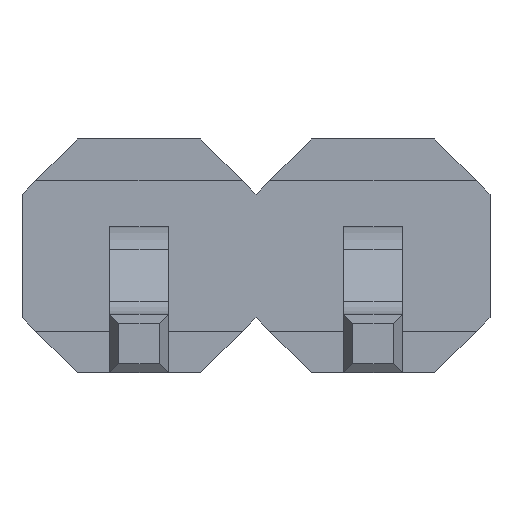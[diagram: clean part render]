
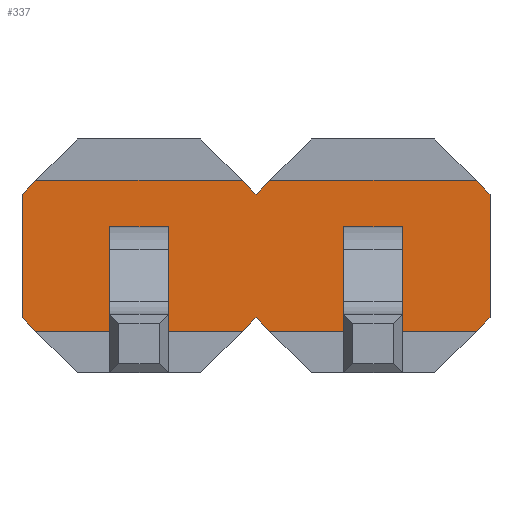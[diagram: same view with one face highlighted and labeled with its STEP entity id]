
A CAD part, front view. The second image highlights one B-rep face of the part: STEP entity #337.
In plain terms, the highlighted planar face has unit normal (0, -1, 0).
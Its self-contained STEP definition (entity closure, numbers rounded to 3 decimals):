
#337=ADVANCED_FACE('',(#1082,#1084,#1086),#1088,.F.);
#1082=FACE_BOUND('',#1083,.T.);
#1083=EDGE_LOOP('',(#1670,#1671,#1672,#1673,#1674,#1675,#1676,#1677,#1678,#1679,
#1680,#1681,#1682,#1683));
#1084=FACE_BOUND('',#1085,.T.);
#1085=EDGE_LOOP('',(#1684,#1685,#1686,#1687));
#1086=FACE_BOUND('',#1087,.T.);
#1087=EDGE_LOOP('',(#1688,#1689,#1690,#1691));
#1088=PLANE('',#1089);
#1089=AXIS2_PLACEMENT_3D('',#1090,#1091,#1092);
#1090=CARTESIAN_POINT('',(0.,3.45,0.));
#1091=DIRECTION('',(-0.,1.,0.));
#1092=DIRECTION('',(1.,0.,0.));
#1670=ORIENTED_EDGE('',*,*,#2042,.F.);
#1671=ORIENTED_EDGE('',*,*,#2068,.F.);
#1672=ORIENTED_EDGE('',*,*,#2033,.F.);
#1673=ORIENTED_EDGE('',*,*,#2026,.F.);
#1674=ORIENTED_EDGE('',*,*,#2019,.F.);
#1675=ORIENTED_EDGE('',*,*,#2069,.F.);
#1676=ORIENTED_EDGE('',*,*,#2013,.F.);
#1677=ORIENTED_EDGE('',*,*,#2009,.F.);
#1678=ORIENTED_EDGE('',*,*,#2070,.F.);
#1679=ORIENTED_EDGE('',*,*,#2003,.F.);
#1680=ORIENTED_EDGE('',*,*,#1998,.F.);
#1681=ORIENTED_EDGE('',*,*,#2049,.F.);
#1682=ORIENTED_EDGE('',*,*,#2071,.F.);
#1683=ORIENTED_EDGE('',*,*,#2043,.F.);
#1684=ORIENTED_EDGE('',*,*,#2072,.F.);
#1685=ORIENTED_EDGE('',*,*,#2073,.F.);
#1686=ORIENTED_EDGE('',*,*,#2074,.F.);
#1687=ORIENTED_EDGE('',*,*,#2075,.F.);
#1688=ORIENTED_EDGE('',*,*,#2076,.F.);
#1689=ORIENTED_EDGE('',*,*,#2077,.F.);
#1690=ORIENTED_EDGE('',*,*,#2078,.F.);
#1691=ORIENTED_EDGE('',*,*,#2079,.F.);
#1998=EDGE_CURVE('',#2267,#2269,#2270,.F.);
#2003=EDGE_CURVE('',#2269,#2277,#2278,.F.);
#2009=EDGE_CURVE('',#2287,#2288,#2289,.F.);
#2013=EDGE_CURVE('',#2288,#2294,#2295,.F.);
#2019=EDGE_CURVE('',#2304,#2305,#2306,.F.);
#2026=EDGE_CURVE('',#2305,#2316,#2317,.F.);
#2033=EDGE_CURVE('',#2316,#2326,#2327,.F.);
#2042=EDGE_CURVE('',#2340,#2336,#2342,.F.);
#2043=EDGE_CURVE('',#2336,#2343,#2344,.F.);
#2049=EDGE_CURVE('',#2353,#2267,#2354,.F.);
#2068=EDGE_CURVE('',#2326,#2340,#2382,.T.);
#2069=EDGE_CURVE('',#2294,#2304,#2383,.T.);
#2070=EDGE_CURVE('',#2277,#2287,#2384,.T.);
#2071=EDGE_CURVE('',#2343,#2353,#2385,.T.);
#2072=EDGE_CURVE('',#2386,#2387,#2388,.F.);
#2073=EDGE_CURVE('',#2389,#2386,#2390,.F.);
#2074=EDGE_CURVE('',#2391,#2389,#2392,.F.);
#2075=EDGE_CURVE('',#2387,#2391,#2393,.F.);
#2076=EDGE_CURVE('',#2394,#2395,#2396,.F.);
#2077=EDGE_CURVE('',#2397,#2394,#2398,.F.);
#2078=EDGE_CURVE('',#2399,#2397,#2400,.F.);
#2079=EDGE_CURVE('',#2395,#2399,#2401,.F.);
#2267=VERTEX_POINT('',#2735);
#2269=VERTEX_POINT('',#2739);
#2270=LINE('',#2740,#2741);
#2277=VERTEX_POINT('',#2757);
#2278=LINE('',#2758,#2759);
#2287=VERTEX_POINT('',#2779);
#2288=VERTEX_POINT('',#2780);
#2289=LINE('',#2781,#2782);
#2294=VERTEX_POINT('',#2794);
#2295=LINE('',#2795,#2796);
#2304=VERTEX_POINT('',#2816);
#2305=VERTEX_POINT('',#2817);
#2306=LINE('',#2818,#2819);
#2316=VERTEX_POINT('',#2842);
#2317=LINE('',#2843,#2844);
#2326=VERTEX_POINT('',#2866);
#2327=LINE('',#2867,#2868);
#2336=VERTEX_POINT('',#2888);
#2340=VERTEX_POINT('',#2896);
#2342=LINE('',#2900,#2901);
#2343=VERTEX_POINT('',#2903);
#2344=LINE('',#2904,#2905);
#2353=VERTEX_POINT('',#2925);
#2354=LINE('',#2926,#2927);
#2382=LINE('',#2992,#2993);
#2383=LINE('',#2995,#2996);
#2384=LINE('',#2998,#2999);
#2385=LINE('',#3001,#3002);
#2386=VERTEX_POINT('',#3004);
#2387=VERTEX_POINT('',#3005);
#2388=LINE('',#3006,#3007);
#2389=VERTEX_POINT('',#3009);
#2390=LINE('',#3010,#3011);
#2391=VERTEX_POINT('',#3013);
#2392=LINE('',#3014,#3015);
#2393=LINE('',#3017,#3018);
#2394=VERTEX_POINT('',#3020);
#2395=VERTEX_POINT('',#3021);
#2396=LINE('',#3022,#3023);
#2397=VERTEX_POINT('',#3025);
#2398=LINE('',#3026,#3027);
#2399=VERTEX_POINT('',#3029);
#2400=LINE('',#3030,#3031);
#2401=LINE('',#3033,#3034);
#2735=CARTESIAN_POINT('',(3.81,3.45,1.94));
#2739=CARTESIAN_POINT('',(3.81,3.45,0.6));
#2740=CARTESIAN_POINT('',(3.81,3.45,0.6));
#2741=VECTOR('',#2742,1.);
#2742=DIRECTION('',(0.,0.,1.));
#2757=CARTESIAN_POINT('',(3.66,3.45,0.45));
#2758=CARTESIAN_POINT('',(3.66,3.45,0.45));
#2759=VECTOR('',#2760,1.);
#2760=DIRECTION('',(0.707,0.,0.707));
#2779=CARTESIAN_POINT('',(1.42,3.45,0.45));
#2780=CARTESIAN_POINT('',(1.27,3.45,0.6));
#2781=CARTESIAN_POINT('',(1.27,3.45,0.6));
#2782=VECTOR('',#2783,1.);
#2783=DIRECTION('',(0.707,0.,-0.707));
#2794=CARTESIAN_POINT('',(1.12,3.45,0.45));
#2795=CARTESIAN_POINT('',(1.12,3.45,0.45));
#2796=VECTOR('',#2797,1.);
#2797=DIRECTION('',(0.707,0.,0.707));
#2816=CARTESIAN_POINT('',(-1.12,3.45,0.45));
#2817=CARTESIAN_POINT('',(-1.27,3.45,0.6));
#2818=CARTESIAN_POINT('',(-1.27,3.45,0.6));
#2819=VECTOR('',#2820,1.);
#2820=DIRECTION('',(0.707,0.,-0.707));
#2842=CARTESIAN_POINT('',(-1.27,3.45,1.94));
#2843=CARTESIAN_POINT('',(-1.27,3.45,1.94));
#2844=VECTOR('',#2845,1.);
#2845=DIRECTION('',(0.,0.,-1.));
#2866=CARTESIAN_POINT('',(-1.12,3.45,2.09));
#2867=CARTESIAN_POINT('',(-1.12,3.45,2.09));
#2868=VECTOR('',#2869,1.);
#2869=DIRECTION('',(-0.707,0.,-0.707));
#2888=CARTESIAN_POINT('',(1.27,3.45,1.94));
#2896=CARTESIAN_POINT('',(1.12,3.45,2.09));
#2900=CARTESIAN_POINT('',(1.27,3.45,1.94));
#2901=VECTOR('',#2902,1.);
#2902=DIRECTION('',(-0.707,0.,0.707));
#2903=CARTESIAN_POINT('',(1.42,3.45,2.09));
#2904=CARTESIAN_POINT('',(1.42,3.45,2.09));
#2905=VECTOR('',#2906,1.);
#2906=DIRECTION('',(-0.707,0.,-0.707));
#2925=CARTESIAN_POINT('',(3.66,3.45,2.09));
#2926=CARTESIAN_POINT('',(3.81,3.45,1.94));
#2927=VECTOR('',#2928,1.);
#2928=DIRECTION('',(-0.707,0.,0.707));
#2992=CARTESIAN_POINT('',(-1.12,3.45,2.09));
#2993=VECTOR('',#2994,1.);
#2994=DIRECTION('',(1.,0.,0.));
#2995=CARTESIAN_POINT('',(1.12,3.45,0.45));
#2996=VECTOR('',#2997,1.);
#2997=DIRECTION('',(-1.,0.,0.));
#2998=CARTESIAN_POINT('',(3.66,3.45,0.45));
#2999=VECTOR('',#3000,1.);
#3000=DIRECTION('',(-1.,0.,0.));
#3001=CARTESIAN_POINT('',(1.42,3.45,2.09));
#3002=VECTOR('',#3003,1.);
#3003=DIRECTION('',(1.,0.,0.));
#3004=CARTESIAN_POINT('',(-0.32,3.45,0.95));
#3005=CARTESIAN_POINT('',(0.32,3.45,0.95));
#3006=CARTESIAN_POINT('',(0.32,3.45,0.95));
#3007=VECTOR('',#3008,1.);
#3008=DIRECTION('',(-1.,0.,0.));
#3009=CARTESIAN_POINT('',(-0.32,3.45,1.59));
#3010=CARTESIAN_POINT('',(-0.32,3.45,0.95));
#3011=VECTOR('',#3012,1.);
#3012=DIRECTION('',(0.,0.,1.));
#3013=CARTESIAN_POINT('',(0.32,3.45,1.59));
#3014=CARTESIAN_POINT('',(-0.32,3.45,1.59));
#3015=VECTOR('',#3016,1.);
#3016=DIRECTION('',(1.,0.,0.));
#3017=CARTESIAN_POINT('',(0.32,3.45,1.59));
#3018=VECTOR('',#3019,1.);
#3019=DIRECTION('',(0.,0.,-1.));
#3020=CARTESIAN_POINT('',(2.22,3.45,0.95));
#3021=CARTESIAN_POINT('',(2.86,3.45,0.95));
#3022=CARTESIAN_POINT('',(2.86,3.45,0.95));
#3023=VECTOR('',#3024,1.);
#3024=DIRECTION('',(-1.,0.,0.));
#3025=CARTESIAN_POINT('',(2.22,3.45,1.59));
#3026=CARTESIAN_POINT('',(2.22,3.45,0.95));
#3027=VECTOR('',#3028,1.);
#3028=DIRECTION('',(0.,0.,1.));
#3029=CARTESIAN_POINT('',(2.86,3.45,1.59));
#3030=CARTESIAN_POINT('',(2.22,3.45,1.59));
#3031=VECTOR('',#3032,1.);
#3032=DIRECTION('',(1.,0.,0.));
#3033=CARTESIAN_POINT('',(2.86,3.45,1.59));
#3034=VECTOR('',#3035,1.);
#3035=DIRECTION('',(0.,0.,-1.));
